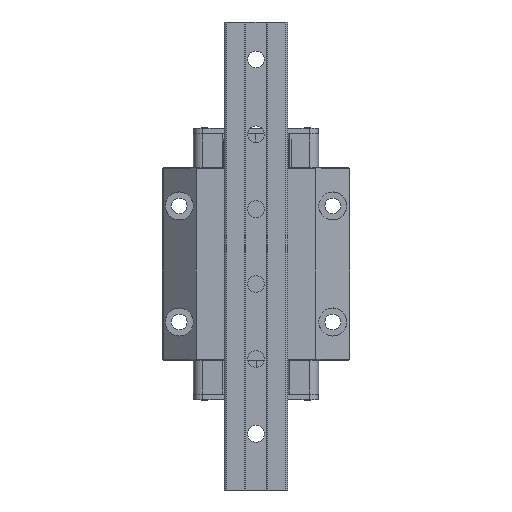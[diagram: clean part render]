
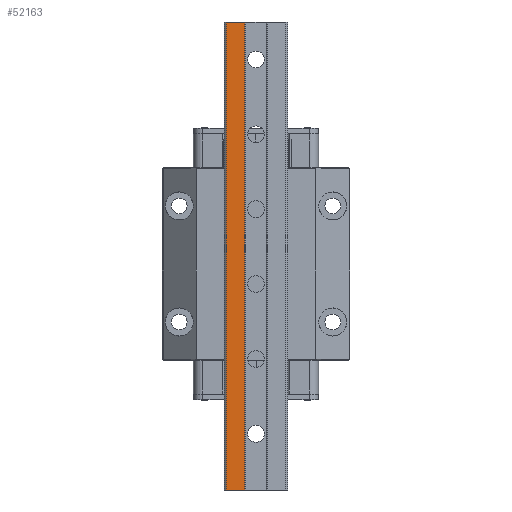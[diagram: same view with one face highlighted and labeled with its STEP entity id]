
A CAD part, front view. The second image highlights one B-rep face of the part: STEP entity #52163.
In plain terms, the highlighted planar face has unit normal (0, -1, 0).
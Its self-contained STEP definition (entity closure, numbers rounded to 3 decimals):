
#2143 = VECTOR ( 'NONE', #92577, 1000. ) ;
#4411 = LINE ( 'NONE', #28202, #2143 ) ;
#6477 = DIRECTION ( 'NONE',  ( 0., 0., -1. ) ) ;
#9102 = CARTESIAN_POINT ( 'NONE',  ( -5.9, -0.4, -250. ) ) ;
#10761 = LINE ( 'NONE', #36091, #46731 ) ;
#11964 = LINE ( 'NONE', #17737, #54699 ) ;
#13400 = CARTESIAN_POINT ( 'NONE',  ( -16., -0.4, -250. ) ) ;
#16318 = DIRECTION ( 'NONE',  ( 0., 0., 1. ) ) ;
#17737 = CARTESIAN_POINT ( 'NONE',  ( -16., -0.4, -250. ) ) ;
#19695 = VECTOR ( 'NONE', #16318, 1000. ) ;
#21311 = ORIENTED_EDGE ( 'NONE', *, *, #82416, .T. ) ;
#26634 = ORIENTED_EDGE ( 'NONE', *, *, #54104, .T. ) ;
#27503 = CARTESIAN_POINT ( 'NONE',  ( -5.9, -0.4, -250. ) ) ;
#27995 = FACE_OUTER_BOUND ( 'NONE', #91180, .T. ) ;
#28202 = CARTESIAN_POINT ( 'NONE',  ( -16., -0.4, 0. ) ) ;
#29218 = DIRECTION ( 'NONE',  ( 0., 0., 1. ) ) ;
#36091 = CARTESIAN_POINT ( 'NONE',  ( -16., -0.4, -250. ) ) ;
#38820 = LINE ( 'NONE', #9102, #19695 ) ;
#39105 = DIRECTION ( 'NONE',  ( 1., 0., 0. ) ) ;
#46731 = VECTOR ( 'NONE', #29218, 1000. ) ;
#49497 = DIRECTION ( 'NONE',  ( 0., -1., 0. ) ) ;
#49863 = ORIENTED_EDGE ( 'NONE', *, *, #87101, .F. ) ;
#52163 = ADVANCED_FACE ( 'NONE', ( #27995 ), #92573, .T. ) ;
#54104 = EDGE_CURVE ( 'NONE', #69312, #76108, #38820, .T. ) ;
#54699 = VECTOR ( 'NONE', #39105, 1000. ) ;
#59046 = CARTESIAN_POINT ( 'NONE',  ( -5.9, -0.4, 0. ) ) ;
#69312 = VERTEX_POINT ( 'NONE', #27503 ) ;
#74925 = EDGE_CURVE ( 'NONE', #80932, #76108, #4411, .T. ) ;
#76108 = VERTEX_POINT ( 'NONE', #59046 ) ;
#76886 = ORIENTED_EDGE ( 'NONE', *, *, #74925, .F. ) ;
#79750 = CARTESIAN_POINT ( 'NONE',  ( -16., -0.4, 0. ) ) ;
#80932 = VERTEX_POINT ( 'NONE', #79750 ) ;
#81417 = AXIS2_PLACEMENT_3D ( 'NONE', #13400, #49497, #6477 ) ;
#82416 = EDGE_CURVE ( 'NONE', #86430, #69312, #11964, .T. ) ;
#85194 = CARTESIAN_POINT ( 'NONE',  ( -16., -0.4, -250. ) ) ;
#86430 = VERTEX_POINT ( 'NONE', #85194 ) ;
#87101 = EDGE_CURVE ( 'NONE', #86430, #80932, #10761, .T. ) ;
#91180 = EDGE_LOOP ( 'NONE', ( #76886, #49863, #21311, #26634 ) ) ;
#92573 = PLANE ( 'NONE',  #81417 ) ;
#92577 = DIRECTION ( 'NONE',  ( 1., 0., 0. ) ) ;
